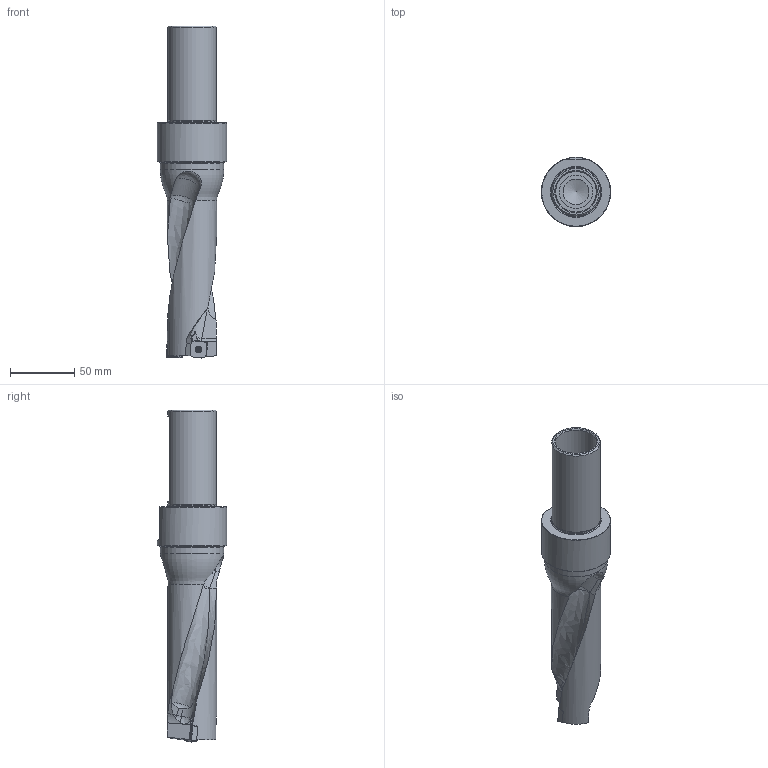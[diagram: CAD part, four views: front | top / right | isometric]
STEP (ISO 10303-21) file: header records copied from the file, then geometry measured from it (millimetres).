
FILE_DESCRIPTION(/* description */ (''),/* implementation_level */ '2;1');
FILE_NAME(/* name */ 'toolassembly_1.stp',/* time_stamp */ '2020-07-08T14:21:10+02:00',/* author */ (''),/* organization */ ('SMS'),/* preprocessor_version */ 'ST-DEVELOPER v16.7',/* originating_system */ 'SIEMENS PLM Software NX 12.0',/* authorisation */ '');
FILE_SCHEMA (('AUTOMOTIVE_DESIGN { 1 0 10303 214 3 1 1 1 }'));
Length unit declared in the file: millimetre
Products named in the file (5): CUT_20200708141740; CUT_20200708141737; NOCUT_20200708141728; ASSEMBLY_CONSTRUCTION; TOOLASSEMBLY_1
Assembly tree (4 placements, depth 2):
  TOOLASSEMBLY_1
    ASSEMBLY_CONSTRUCTION
    NOCUT_20200708141728
    CUT_20200708141737
    CUT_20200708141740
Bounding box: 54 x 54 x 259.13 mm (x, y, z)
Volume: 245753.1 mm3; surface area: 44973.5 mm2
Topology: 3 solids, 4 shells, 256 faces, 680 edges, 438 vertices
Faces by surface type: plane 96, cylinder 63, cone 28, extrusion 24, bspline 22, torus 12, sphere 10, revolution 1
Full cylindrical faces by diameter (mm): 3 x2, 4 x2, 4.8 x2, 14.08 x1, 20 x1, 26.05 x1, 32.05 x1, 37.592 x1, 38.092 x1, 49.5 x1, 54 x1
Entity records: 11297 total; most frequent: CARTESIAN_POINT 5174, ORIENTED_EDGE 1212, DIRECTION 1201, EDGE_CURVE 606, AXIS2_PLACEMENT_3D 476, VERTEX_POINT 410, EDGE_LOOP 307, ADVANCED_FACE 256
